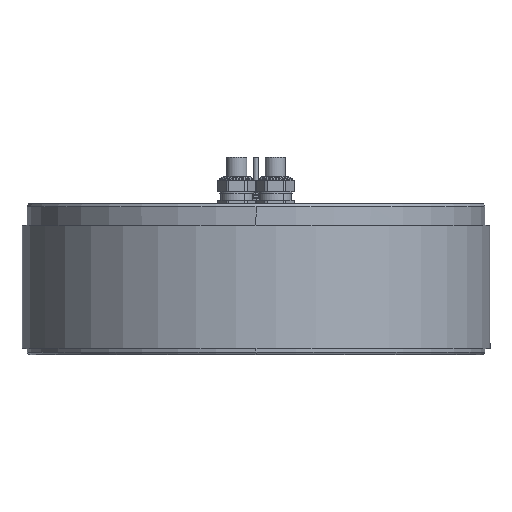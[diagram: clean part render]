
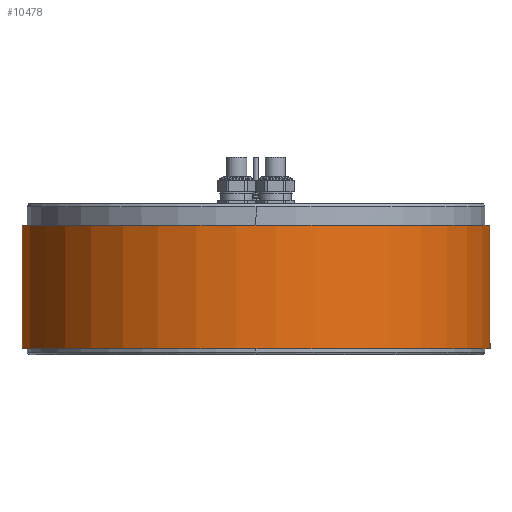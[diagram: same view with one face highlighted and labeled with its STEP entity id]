
A CAD part, front view. The second image highlights one B-rep face of the part: STEP entity #10478.
In plain terms, the highlighted cylindrical face has radius 248.5 mm (diameter 497 mm), a partial arc.
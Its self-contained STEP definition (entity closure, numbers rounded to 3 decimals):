
#1734=CARTESIAN_POINT('',(0.,0.,-22.6));
#1735=DIRECTION('',(0.,0.,1.));
#1736=DIRECTION('',(-0.119,0.993,0.));
#1737=AXIS2_PLACEMENT_3D('',#1734,#1735,#1736);
#1739=DIRECTION('',(0.,0.,1.));
#1740=VECTOR('',#1739,130.8);
#1741=CARTESIAN_POINT('',(29.5,246.743,-153.4));
#1742=LINE('',#1741,#1740);
#1743=CARTESIAN_POINT('',(0.,0.,-153.4));
#1744=DIRECTION('',(0.,0.,-1.));
#1745=DIRECTION('',(0.119,0.993,0.));
#1746=AXIS2_PLACEMENT_3D('',#1743,#1744,#1745);
#1748=DIRECTION('',(0.,0.,1.));
#1749=VECTOR('',#1748,130.8);
#1750=CARTESIAN_POINT('',(-29.5,246.743,-153.4));
#1751=LINE('',#1750,#1749);
#6942=CARTESIAN_POINT('',(-29.5,246.743,-153.4));
#6943=CARTESIAN_POINT('',(29.5,246.743,-153.4));
#6944=VERTEX_POINT('',#6942);
#6945=VERTEX_POINT('',#6943);
#6946=CARTESIAN_POINT('',(-29.5,246.743,-22.6));
#6947=CARTESIAN_POINT('',(29.5,246.743,-22.6));
#6948=VERTEX_POINT('',#6946);
#6949=VERTEX_POINT('',#6947);
#10467=CARTESIAN_POINT('',(0.,0.,-16.06));
#10468=DIRECTION('',(0.,0.,-1.));
#10469=DIRECTION('',(1.,0.,0.));
#10470=AXIS2_PLACEMENT_3D('',#10467,#10468,#10469);
#10471=CYLINDRICAL_SURFACE('',#10470,248.5);
#10472=ORIENTED_EDGE('',*,*,#10416,.T.);
#10473=ORIENTED_EDGE('',*,*,#10432,.F.);
#10474=ORIENTED_EDGE('',*,*,#10456,.T.);
#10475=ORIENTED_EDGE('',*,*,#10435,.T.);
#10476=EDGE_LOOP('',(#10472,#10473,#10474,#10475));
#10477=FACE_OUTER_BOUND('',#10476,.F.);
#10478=ADVANCED_FACE('',(#10477),#10471,.T.);
#1738=CIRCLE('',#1737,248.5);
#1747=CIRCLE('',#1746,248.5);
#10416=EDGE_CURVE('',#6948,#6949,#1738,.T.);
#10432=EDGE_CURVE('',#6945,#6949,#1742,.T.);
#10435=EDGE_CURVE('',#6944,#6948,#1751,.T.);
#10456=EDGE_CURVE('',#6945,#6944,#1747,.T.);
